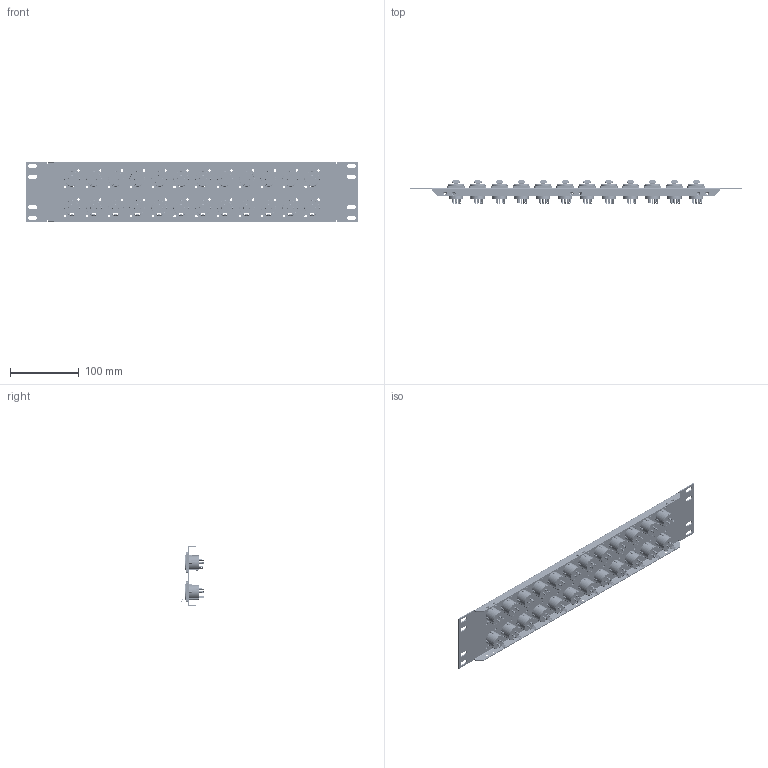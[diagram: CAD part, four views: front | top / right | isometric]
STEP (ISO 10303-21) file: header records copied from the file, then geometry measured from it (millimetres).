
FILE_DESCRIPTION (( 'STEP AP203' ), '1' );
FILE_NAME ('PR35XLRMF-24.STEP', '2015-04-08T18:37:04', ( 'x' ), ( '' ), 'SwSTEP 2.0', 'SolidWorks 2014', '' );
FILE_SCHEMA (( 'CONFIG_CONTROL_DESIGN' ));
Length unit declared in the file: inch
Products named in the file (4): 1AP04-004; 1AA13-045; 1AA13-046; PR35XLRMF-24
Assembly tree (25 placements, depth 2):
  PR35XLRMF-24
    1AP04-004
    1AA13-045  x12
    1AA13-046  x12
Bounding box: 482.6 x 33.93 x 88.39 mm (x, y, z)
Volume: 202509.1 mm3; surface area: 230808 mm2
Topology: 25 solids, 37 shells, 6166 faces, 16532 edges, 10744 vertices
Faces by surface type: plane 2551, cylinder 1712, bspline 1051, torus 732, cone 120
Entity records: 56695 total; most frequent: CARTESIAN_POINT 23575, ORIENTED_EDGE 7126, DIRECTION 5729, EDGE_CURVE 3563, VERTEX_POINT 2340, LINE 2093, VECTOR 2093, AXIS2_PLACEMENT_3D 1818
